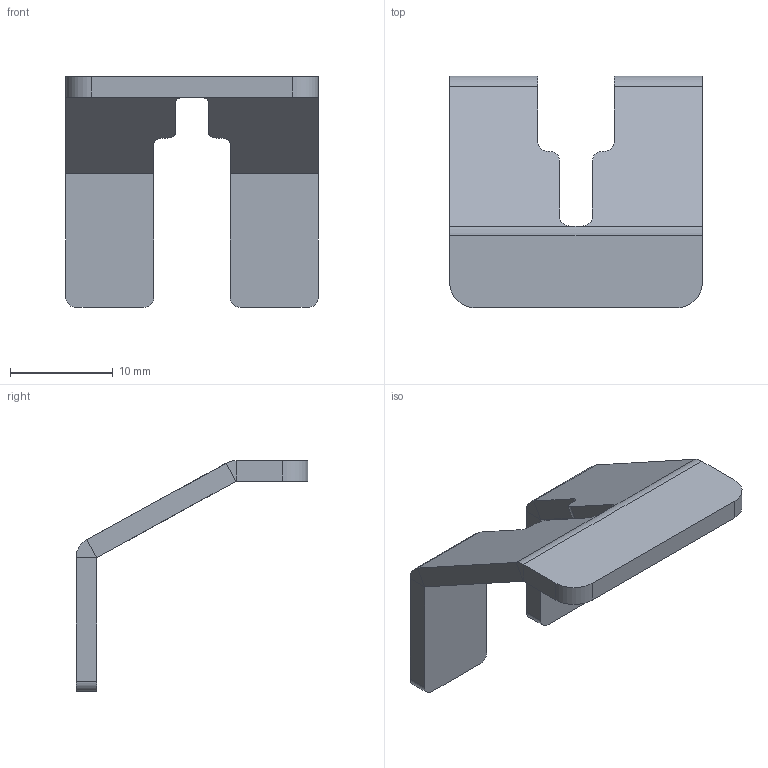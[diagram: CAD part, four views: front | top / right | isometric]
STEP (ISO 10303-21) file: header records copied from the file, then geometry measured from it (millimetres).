
FILE_DESCRIPTION(('CATIA V5R20 STEP214'),'2;1');
FILE_NAME ('5988176_3_1060100000_1060100000_S.stp','2015-02-02T14:09:58+00:00',('none'),('Weidmueller'),'CATIA Version 5 Release 20 SP 5 (IN-10)','CATIA V5 STEP AP214','none');
FILE_SCHEMA(('AUTOMOTIVE_DESIGN { 1 0 10303 214 1 1 1 1 }'));
Length unit declared in the file: millimetre
Products named in the file (1): WQB-PEN_35
Bounding box: 24.6 x 22.58 x 22.47 mm (x, y, z)
Volume: 1449.8 mm3; surface area: 1801.9 mm2
Topology: 1 solids, 1 shells, 49 faces, 115 edges, 68 vertices
Faces by surface type: plane 34, cylinder 15
Entity records: 1342 total; most frequent: CARTESIAN_POINT 256, ORIENTED_EDGE 230, DIRECTION 190, EDGE_CURVE 115, VECTOR 84, LINE 84, AXIS2_PLACEMENT_3D 68, VERTEX_POINT 68
